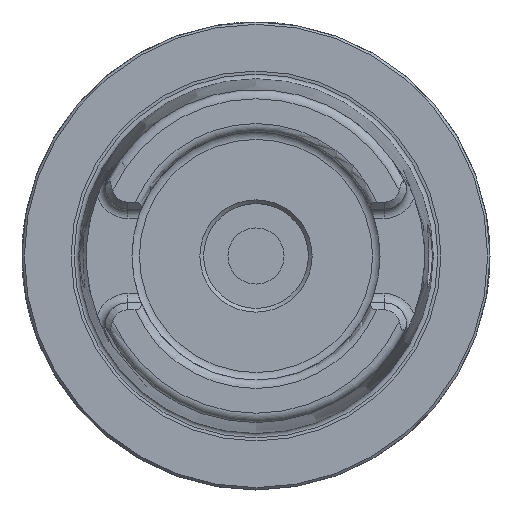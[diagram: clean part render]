
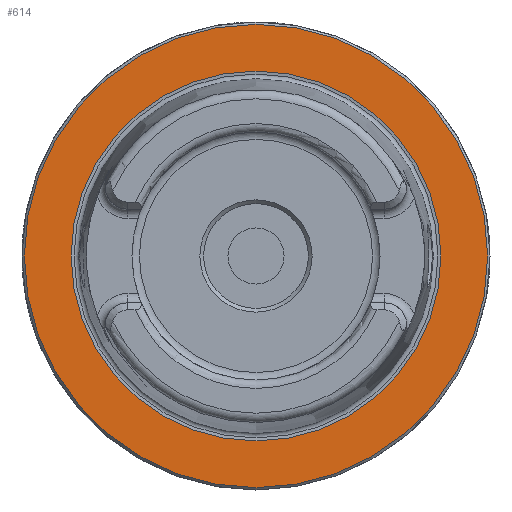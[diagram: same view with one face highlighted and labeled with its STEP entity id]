
A CAD part, left-side view. The second image highlights one B-rep face of the part: STEP entity #614.
In plain terms, the highlighted planar face has unit normal (-1, 0, 0).
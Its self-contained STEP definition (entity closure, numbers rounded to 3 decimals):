
#614 = ADVANCED_FACE( '', ( #1347, #1348 ), #1349, .T. );
#1347 = FACE_OUTER_BOUND( '', #2241, .T. );
#1348 = FACE_BOUND( '', #2242, .T. );
#1349 = PLANE( '', #2243 );
#2241 = EDGE_LOOP( '', ( #3925 ) );
#2242 = EDGE_LOOP( '', ( #3926 ) );
#2243 = AXIS2_PLACEMENT_3D( '', #3927, #3928, #3929 );
#3925 = ORIENTED_EDGE( '', *, *, #5297, .T. );
#3926 = ORIENTED_EDGE( '', *, *, #5156, .F. );
#3927 = CARTESIAN_POINT( '', ( 0., 0., 49.5 ) );
#3928 = DIRECTION( '', ( -1., 0., 0. ) );
#3929 = DIRECTION( '', ( 0., 0., 1. ) );
#5156 = EDGE_CURVE( '', #6240, #6240, #6241, .T. );
#5297 = EDGE_CURVE( '', #6438, #6438, #6439, .T. );
#6240 = VERTEX_POINT( '', #8387 );
#6241 = CIRCLE( '', #8388, 39.511 );
#6438 = VERTEX_POINT( '', #8942 );
#6439 = CIRCLE( '', #8943, 49.5 );
#8387 = CARTESIAN_POINT( '', ( 0., 0., 39.511 ) );
#8388 = AXIS2_PLACEMENT_3D( '', #10176, #10177, #10178 );
#8942 = CARTESIAN_POINT( '', ( 0., 0., 49.5 ) );
#8943 = AXIS2_PLACEMENT_3D( '', #10313, #10314, #10315 );
#10176 = CARTESIAN_POINT( '', ( 0., 0., 0. ) );
#10177 = DIRECTION( '', ( -1., 0., 0. ) );
#10178 = DIRECTION( '', ( 0., 0., 1. ) );
#10313 = CARTESIAN_POINT( '', ( 0., 0., 0. ) );
#10314 = DIRECTION( '', ( -1., 0., 0. ) );
#10315 = DIRECTION( '', ( 0., 0., 1. ) );
